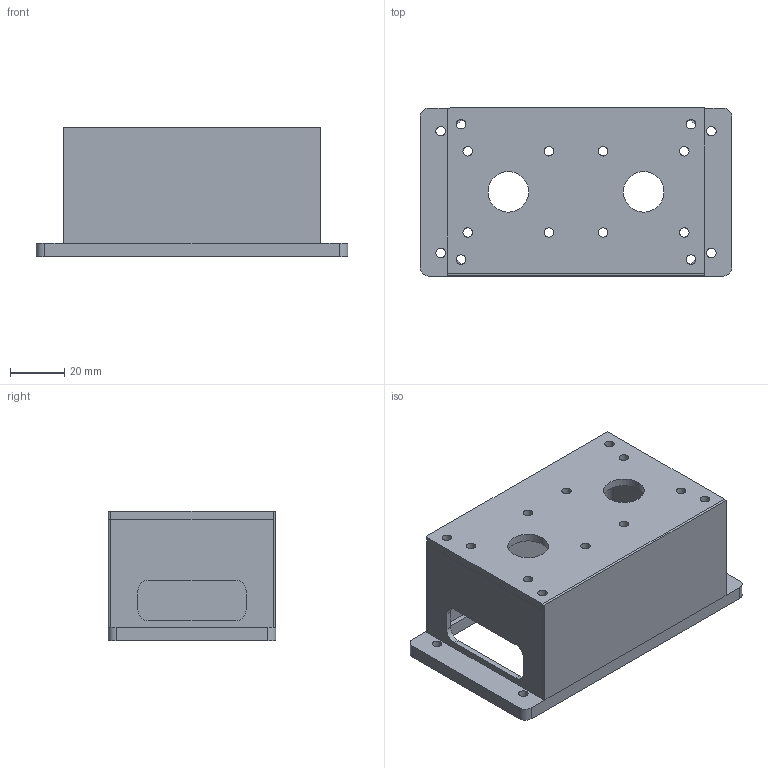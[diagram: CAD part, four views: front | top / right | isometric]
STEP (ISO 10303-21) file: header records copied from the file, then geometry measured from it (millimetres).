
FILE_DESCRIPTION(('FreeCAD Model'),'2;1');
FILE_NAME('Open CASCADE Shape Model','2024-08-20T19:53:32',(''),(''), 'Open CASCADE STEP processor 7.6','FreeCAD','Unknown');
FILE_SCHEMA(('AUTOMOTIVE_DESIGN { 1 0 10303 214 1 1 1 1 }'));
Length unit declared in the file: millimetre
Products named in the file (1): Fillet006
Bounding box: 115 x 62 x 48 mm (x, y, z)
Volume: 51022.4 mm3; surface area: 42313 mm2
Topology: 1 solids, 1 shells, 78 faces, 208 edges, 132 vertices
Faces by surface type: cylinder 42, plane 32, sphere 2, torus 2
Full cylindrical faces by diameter (mm): 3.5 x16
Entity records: 2525 total; most frequent: DIRECTION 449, CARTESIAN_POINT 417, ORIENTED_EDGE 412, EDGE_CURVE 206, AXIS2_PLACEMENT_3D 164, VERTEX_POINT 132, LINE 121, VECTOR 121
